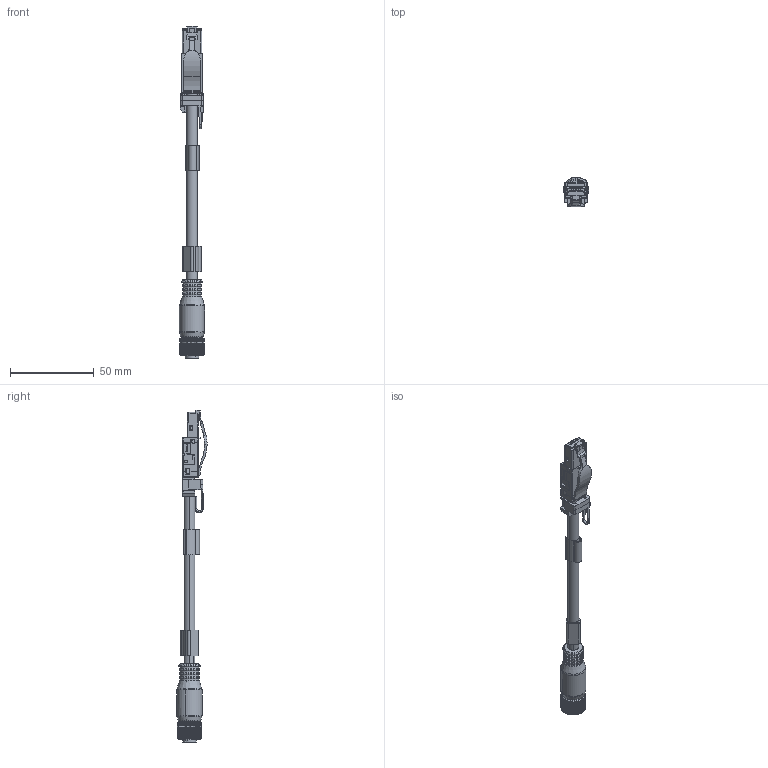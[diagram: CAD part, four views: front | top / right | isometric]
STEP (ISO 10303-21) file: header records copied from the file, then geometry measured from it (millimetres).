
FILE_DESCRIPTION(('CATIA V5 STEP Exchange','CAx-IF Rec.Pracs.--- Model Styling and Organization---1.4--- 2014-01-23'),'2;1');
FILE_NAME ('008995-2_0_1211080050_1211080050.stp','2022-12-12T09:14:48+00:00',('none'),('Weidmueller'),'CATIA Version 5-6 Release 2016 SP3 HF44','CATIA V5 STEP AP214','none');
FILE_SCHEMA(('AUTOMOTIVE_DESIGN { 1 0 10303 214 1 1 1 1 }'));
Products named in the file (1): 1211080050
Bounding box: 14.98 x 18 x 197.82 mm (x, y, z)
Volume: 15320.1 mm3; surface area: 16733.7 mm2
Topology: 26 solids, 26 shells, 1803 faces, 5010 edges, 3230 vertices
Faces by surface type: plane 1107, cylinder 537, torus 67, cone 37, bspline 37, sphere 12, revolution 4, extrusion 2
Entity records: 60190 total; most frequent: CARTESIAN_POINT 16464, ORIENTED_EDGE 9992, DIRECTION 7392, EDGE_CURVE 4996, VECTOR 3390, LINE 3388, VERTEX_POINT 3230, AXIS2_PLACEMENT_3D 2407
